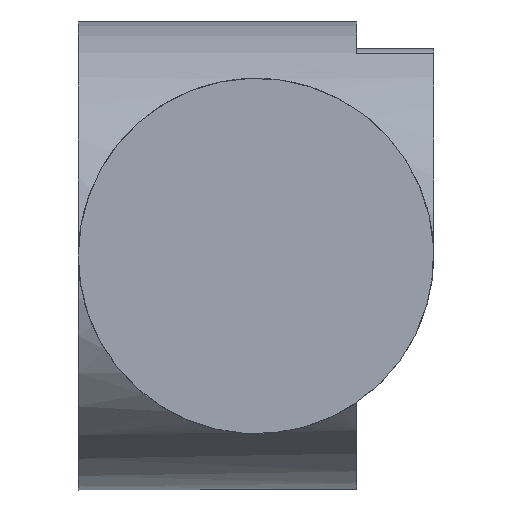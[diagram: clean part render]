
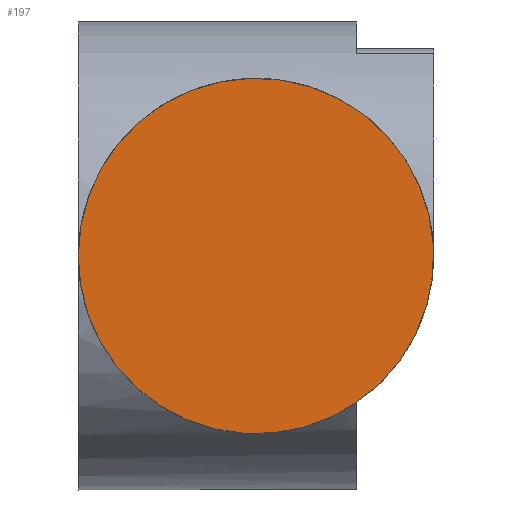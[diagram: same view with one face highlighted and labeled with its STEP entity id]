
A CAD part, left-side view. The second image highlights one B-rep face of the part: STEP entity #197.
In plain terms, the highlighted planar face has unit normal (-1, 0, 0).
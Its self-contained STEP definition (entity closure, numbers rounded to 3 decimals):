
#20=PLANE('',#241);
#31=FACE_OUTER_BOUND('',#42,.T.);
#42=EDGE_LOOP('',(#179,#180));
#60=CIRCLE('',#239,30.);
#61=CIRCLE('',#240,30.);
#95=VERTEX_POINT('',#452);
#96=VERTEX_POINT('',#454);
#123=EDGE_CURVE('',#96,#95,#60,.T.);
#124=EDGE_CURVE('',#95,#96,#61,.T.);
#179=ORIENTED_EDGE('',*,*,#123,.T.);
#180=ORIENTED_EDGE('',*,*,#124,.T.);
#197=ADVANCED_FACE('',(#31),#20,.T.);
#239=AXIS2_PLACEMENT_3D('',#455,#294,#295);
#240=AXIS2_PLACEMENT_3D('',#456,#296,#297);
#241=AXIS2_PLACEMENT_3D('',#457,#298,#299);
#294=DIRECTION('center_axis',(-1.,0.,0.));
#295=DIRECTION('ref_axis',(0.,-1.,0.));
#296=DIRECTION('center_axis',(-1.,0.,0.));
#297=DIRECTION('ref_axis',(0.,-1.,0.));
#298=DIRECTION('center_axis',(-1.,0.,0.));
#299=DIRECTION('ref_axis',(0.,0.,-1.));
#452=CARTESIAN_POINT('',(0.,30.,0.));
#454=CARTESIAN_POINT('',(0.,-17.,-24.718));
#455=CARTESIAN_POINT('Origin',(0.,0.,0.));
#456=CARTESIAN_POINT('Origin',(0.,0.,0.));
#457=CARTESIAN_POINT('Origin',(0.,-22.25,0.));
